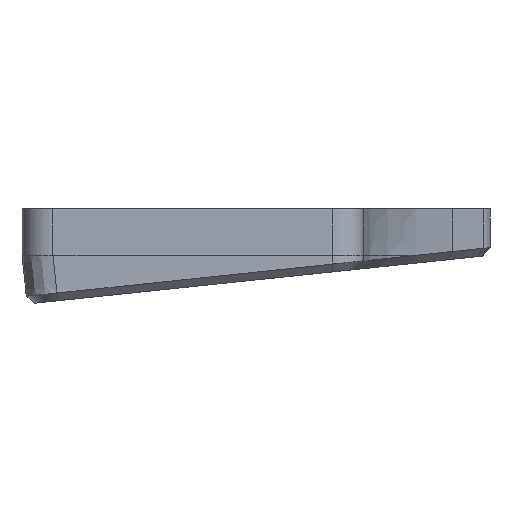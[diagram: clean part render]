
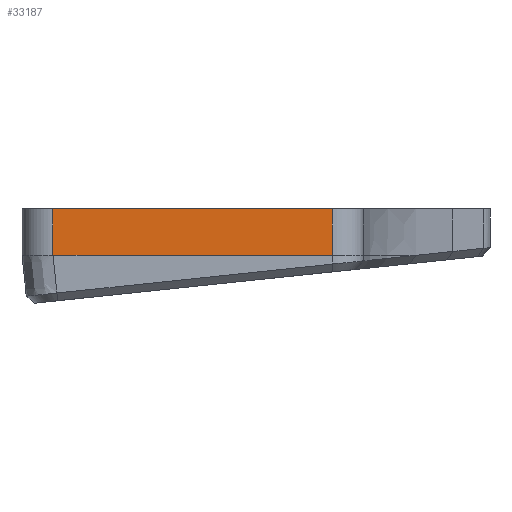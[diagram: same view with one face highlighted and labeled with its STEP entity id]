
A CAD part, left-side view. The second image highlights one B-rep face of the part: STEP entity #33187.
In plain terms, the highlighted face is a extrusion surface.
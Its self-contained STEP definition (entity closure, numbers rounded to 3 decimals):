
#19464 = PLANE('',#19465);
#19465 = AXIS2_PLACEMENT_3D('',#19466,#19467,#19468);
#19466 = CARTESIAN_POINT('',(161.925,-74.813,0.));
#19467 = DIRECTION('',(0.,0.,1.));
#19468 = DIRECTION('',(1.,0.,0.));
#26433 = VERTEX_POINT('',#26434);
#26434 = CARTESIAN_POINT('',(22.491,-30.576,0.));
#26506 = ( BOUNDED_SURFACE() B_SPLINE_SURFACE(2,2,(
    (#26507,#26508,#26509,#26510,#26511)
    ,(#26512,#26513,#26514,#26515,#26516)
    ,(#26517,#26518,#26519,#26520,#26521
)),.UNSPECIFIED.,.F.,.F.,.F.) B_SPLINE_SURFACE_WITH_KNOTS((3,3),(3,1,1,3
    ),(0.,12.),(-0.734,0.,12.,12.734),.UNSPECIFIED.) 
GEOMETRIC_REPRESENTATION_ITEM() RATIONAL_B_SPLINE_SURFACE((
    (1.,1.,1.,1.,1.)
    ,(0.707,0.707,0.707,0.707
      ,0.707)
,(1.,1.,1.,1.,1.))) REPRESENTATION_ITEM('') SURFACE() );
#26507 = CARTESIAN_POINT('',(30.491,-22.576,0.734));
#26508 = CARTESIAN_POINT('',(30.491,-22.576,0.367));
#26509 = CARTESIAN_POINT('',(30.491,-22.576,-6.));
#26510 = CARTESIAN_POINT('',(30.491,-22.576,-12.367));
#26511 = CARTESIAN_POINT('',(30.491,-22.576,-12.734));
#26512 = CARTESIAN_POINT('',(22.491,-22.576,0.734));
#26513 = CARTESIAN_POINT('',(22.491,-22.576,0.367));
#26514 = CARTESIAN_POINT('',(22.491,-22.576,-6.));
#26515 = CARTESIAN_POINT('',(22.491,-22.576,-12.367));
#26516 = CARTESIAN_POINT('',(22.491,-22.576,-12.734));
#26517 = CARTESIAN_POINT('',(22.491,-30.576,0.734));
#26518 = CARTESIAN_POINT('',(22.491,-30.576,0.367));
#26519 = CARTESIAN_POINT('',(22.491,-30.576,-6.));
#26520 = CARTESIAN_POINT('',(22.491,-30.576,-12.367));
#26521 = CARTESIAN_POINT('',(22.491,-30.576,-12.734));
#26558 = EDGE_CURVE('',#26433,#26559,#26561,.T.);
#26559 = VERTEX_POINT('',#26560);
#26560 = CARTESIAN_POINT('',(22.491,-102.698,0.));
#26561 = SURFACE_CURVE('',#26562,(#26565,#26571),.PCURVE_S1.);
#26562 = B_SPLINE_CURVE_WITH_KNOTS('',1,(#26563,#26564),.UNSPECIFIED.,
  .F.,.F.,(2,2),(0.,88.099),.PIECEWISE_BEZIER_KNOTS.);
#26563 = CARTESIAN_POINT('',(22.491,-22.576,0.));
#26564 = CARTESIAN_POINT('',(22.491,-110.675,0.));
#26565 = PCURVE('',#19464,#26566);
#26566 = DEFINITIONAL_REPRESENTATION('',(#26567),#26570);
#26567 = B_SPLINE_CURVE_WITH_KNOTS('',1,(#26568,#26569),.UNSPECIFIED.,
  .F.,.F.,(2,2),(0.,88.099),.PIECEWISE_BEZIER_KNOTS.);
#26568 = CARTESIAN_POINT('',(-139.434,52.237));
#26569 = CARTESIAN_POINT('',(-139.434,-35.862));
#26570 = ( GEOMETRIC_REPRESENTATION_CONTEXT(2) 
PARAMETRIC_REPRESENTATION_CONTEXT() REPRESENTATION_CONTEXT('2D SPACE',''
  ) );
#26571 = PCURVE('',#26572,#26578);
#26572 = SURFACE_OF_LINEAR_EXTRUSION('',#26573,#26576);
#26573 = B_SPLINE_CURVE_WITH_KNOTS('',1,(#26574,#26575),.UNSPECIFIED.,
  .F.,.F.,(2,2),(0.,88.099),.PIECEWISE_BEZIER_KNOTS.);
#26574 = CARTESIAN_POINT('',(22.491,-22.576,0.));
#26575 = CARTESIAN_POINT('',(22.491,-110.675,0.));
#26576 = VECTOR('',#26577,1.);
#26577 = DIRECTION('',(0.,0.,1.));
#26578 = DEFINITIONAL_REPRESENTATION('',(#26579),#26583);
#26579 = LINE('',#26580,#26581);
#26580 = CARTESIAN_POINT('',(0.,0.));
#26581 = VECTOR('',#26582,1.);
#26582 = DIRECTION('',(1.,0.));
#26583 = ( GEOMETRIC_REPRESENTATION_CONTEXT(2) 
PARAMETRIC_REPRESENTATION_CONTEXT() REPRESENTATION_CONTEXT('2D SPACE',''
  ) );
#26659 = ( BOUNDED_SURFACE() B_SPLINE_SURFACE(2,2,(
    (#26660,#26661,#26662,#26663,#26664)
    ,(#26665,#26666,#26667,#26668,#26669)
    ,(#26670,#26671,#26672,#26673,#26674
)),.UNSPECIFIED.,.F.,.F.,.F.) B_SPLINE_SURFACE_WITH_KNOTS((3,3),(3,1,1,3
    ),(0.,12.),(-0.734,0.,12.,12.734),.UNSPECIFIED.) 
GEOMETRIC_REPRESENTATION_ITEM() RATIONAL_B_SPLINE_SURFACE((
    (1.,1.,1.,1.,1.)
    ,(0.708,0.708,0.708,0.708
      ,0.708)
,(1.,1.,1.,1.,1.))) REPRESENTATION_ITEM('') SURFACE() );
#26660 = CARTESIAN_POINT('',(22.491,-102.698,0.734));
#26661 = CARTESIAN_POINT('',(22.491,-102.698,0.367));
#26662 = CARTESIAN_POINT('',(22.491,-102.698,-6.));
#26663 = CARTESIAN_POINT('',(22.491,-102.698,-12.367));
#26664 = CARTESIAN_POINT('',(22.491,-102.698,-12.734));
#26665 = CARTESIAN_POINT('',(22.491,-110.675,0.734));
#26666 = CARTESIAN_POINT('',(22.491,-110.675,0.367));
#26667 = CARTESIAN_POINT('',(22.491,-110.675,-6.));
#26668 = CARTESIAN_POINT('',(22.491,-110.675,-12.367));
#26669 = CARTESIAN_POINT('',(22.491,-110.675,-12.734));
#26670 = CARTESIAN_POINT('',(30.468,-110.698,0.734));
#26671 = CARTESIAN_POINT('',(30.468,-110.698,0.367));
#26672 = CARTESIAN_POINT('',(30.468,-110.698,-6.));
#26673 = CARTESIAN_POINT('',(30.468,-110.698,-12.367));
#26674 = CARTESIAN_POINT('',(30.468,-110.698,-12.734));
#32976 = EDGE_CURVE('',#26433,#32977,#32979,.T.);
#32977 = VERTEX_POINT('',#32978);
#32978 = CARTESIAN_POINT('',(22.491,-30.576,-12.));
#32979 = SURFACE_CURVE('',#32980,(#32986,#32993),.PCURVE_S1.);
#32980 = B_SPLINE_CURVE_WITH_KNOTS('',2,(#32981,#32982,#32983,#32984,
    #32985),.UNSPECIFIED.,.F.,.F.,(3,1,1,3),(-0.734,0.,12.,
    12.734),.UNSPECIFIED.);
#32981 = CARTESIAN_POINT('',(22.491,-30.576,0.734));
#32982 = CARTESIAN_POINT('',(22.491,-30.576,0.367));
#32983 = CARTESIAN_POINT('',(22.491,-30.576,-6.));
#32984 = CARTESIAN_POINT('',(22.491,-30.576,-12.367));
#32985 = CARTESIAN_POINT('',(22.491,-30.576,-12.734));
#32986 = PCURVE('',#26506,#32987);
#32987 = DEFINITIONAL_REPRESENTATION('',(#32988),#32992);
#32988 = LINE('',#32989,#32990);
#32989 = CARTESIAN_POINT('',(12.,0.));
#32990 = VECTOR('',#32991,1.);
#32991 = DIRECTION('',(0.,1.));
#32992 = ( GEOMETRIC_REPRESENTATION_CONTEXT(2) 
PARAMETRIC_REPRESENTATION_CONTEXT() REPRESENTATION_CONTEXT('2D SPACE',''
  ) );
#32993 = PCURVE('',#26572,#32994);
#32994 = DEFINITIONAL_REPRESENTATION('',(#32995),#32998);
#32995 = B_SPLINE_CURVE_WITH_KNOTS('',1,(#32996,#32997),.UNSPECIFIED.,
  .F.,.F.,(2,2),(0.,12.),.PIECEWISE_BEZIER_KNOTS.);
#32996 = CARTESIAN_POINT('',(8.,0.));
#32997 = CARTESIAN_POINT('',(8.,-12.));
#32998 = ( GEOMETRIC_REPRESENTATION_CONTEXT(2) 
PARAMETRIC_REPRESENTATION_CONTEXT() REPRESENTATION_CONTEXT('2D SPACE',''
  ) );
#33187 = ADVANCED_FACE('',(#33188),#26572,.T.);
#33188 = FACE_BOUND('',#33189,.T.);
#33189 = EDGE_LOOP('',(#33190,#33191,#33192,#33220));
#33190 = ORIENTED_EDGE('',*,*,#26558,.F.);
#33191 = ORIENTED_EDGE('',*,*,#32976,.T.);
#33192 = ORIENTED_EDGE('',*,*,#33193,.T.);
#33193 = EDGE_CURVE('',#32977,#33194,#33196,.T.);
#33194 = VERTEX_POINT('',#33195);
#33195 = CARTESIAN_POINT('',(22.491,-102.698,-12.));
#33196 = SURFACE_CURVE('',#33197,(#33200,#33207),.PCURVE_S1.);
#33197 = B_SPLINE_CURVE_WITH_KNOTS('',1,(#33198,#33199),.UNSPECIFIED.,
  .F.,.F.,(2,2),(0.,88.099),.PIECEWISE_BEZIER_KNOTS.);
#33198 = CARTESIAN_POINT('',(22.491,-22.576,-12.));
#33199 = CARTESIAN_POINT('',(22.491,-110.675,-12.));
#33200 = PCURVE('',#26572,#33201);
#33201 = DEFINITIONAL_REPRESENTATION('',(#33202),#33206);
#33202 = LINE('',#33203,#33204);
#33203 = CARTESIAN_POINT('',(0.,-12.));
#33204 = VECTOR('',#33205,1.);
#33205 = DIRECTION('',(1.,0.));
#33206 = ( GEOMETRIC_REPRESENTATION_CONTEXT(2) 
PARAMETRIC_REPRESENTATION_CONTEXT() REPRESENTATION_CONTEXT('2D SPACE',''
  ) );
#33207 = PCURVE('',#33208,#33214);
#33208 = SURFACE_OF_LINEAR_EXTRUSION('',#33209,#33212);
#33209 = B_SPLINE_CURVE_WITH_KNOTS('',1,(#33210,#33211),.UNSPECIFIED.,
  .F.,.F.,(2,2),(0.,88.099),.PIECEWISE_BEZIER_KNOTS.);
#33210 = CARTESIAN_POINT('',(22.491,-22.576,-12.));
#33211 = CARTESIAN_POINT('',(22.491,-110.675,-12.));
#33212 = VECTOR('',#33213,1.);
#33213 = DIRECTION('',(0.,0.105,0.995));
#33214 = DEFINITIONAL_REPRESENTATION('',(#33215),#33219);
#33215 = LINE('',#33216,#33217);
#33216 = CARTESIAN_POINT('',(0.,0.));
#33217 = VECTOR('',#33218,1.);
#33218 = DIRECTION('',(1.,0.));
#33219 = ( GEOMETRIC_REPRESENTATION_CONTEXT(2) 
PARAMETRIC_REPRESENTATION_CONTEXT() REPRESENTATION_CONTEXT('2D SPACE',''
  ) );
#33220 = ORIENTED_EDGE('',*,*,#33221,.F.);
#33221 = EDGE_CURVE('',#26559,#33194,#33222,.T.);
#33222 = SURFACE_CURVE('',#33223,(#33229,#33235),.PCURVE_S1.);
#33223 = B_SPLINE_CURVE_WITH_KNOTS('',2,(#33224,#33225,#33226,#33227,
    #33228),.UNSPECIFIED.,.F.,.F.,(3,1,1,3),(-0.734,0.,12.,
    12.734),.UNSPECIFIED.);
#33224 = CARTESIAN_POINT('',(22.491,-102.698,0.734));
#33225 = CARTESIAN_POINT('',(22.491,-102.698,0.367));
#33226 = CARTESIAN_POINT('',(22.491,-102.698,-6.));
#33227 = CARTESIAN_POINT('',(22.491,-102.698,-12.367));
#33228 = CARTESIAN_POINT('',(22.491,-102.698,-12.734));
#33229 = PCURVE('',#26572,#33230);
#33230 = DEFINITIONAL_REPRESENTATION('',(#33231),#33234);
#33231 = B_SPLINE_CURVE_WITH_KNOTS('',1,(#33232,#33233),.UNSPECIFIED.,
  .F.,.F.,(2,2),(0.,12.),.PIECEWISE_BEZIER_KNOTS.);
#33232 = CARTESIAN_POINT('',(80.122,0.));
#33233 = CARTESIAN_POINT('',(80.122,-12.));
#33234 = ( GEOMETRIC_REPRESENTATION_CONTEXT(2) 
PARAMETRIC_REPRESENTATION_CONTEXT() REPRESENTATION_CONTEXT('2D SPACE',''
  ) );
#33235 = PCURVE('',#26659,#33236);
#33236 = DEFINITIONAL_REPRESENTATION('',(#33237),#33241);
#33237 = LINE('',#33238,#33239);
#33238 = CARTESIAN_POINT('',(0.,0.));
#33239 = VECTOR('',#33240,1.);
#33240 = DIRECTION('',(0.,1.));
#33241 = ( GEOMETRIC_REPRESENTATION_CONTEXT(2) 
PARAMETRIC_REPRESENTATION_CONTEXT() REPRESENTATION_CONTEXT('2D SPACE',''
  ) );
